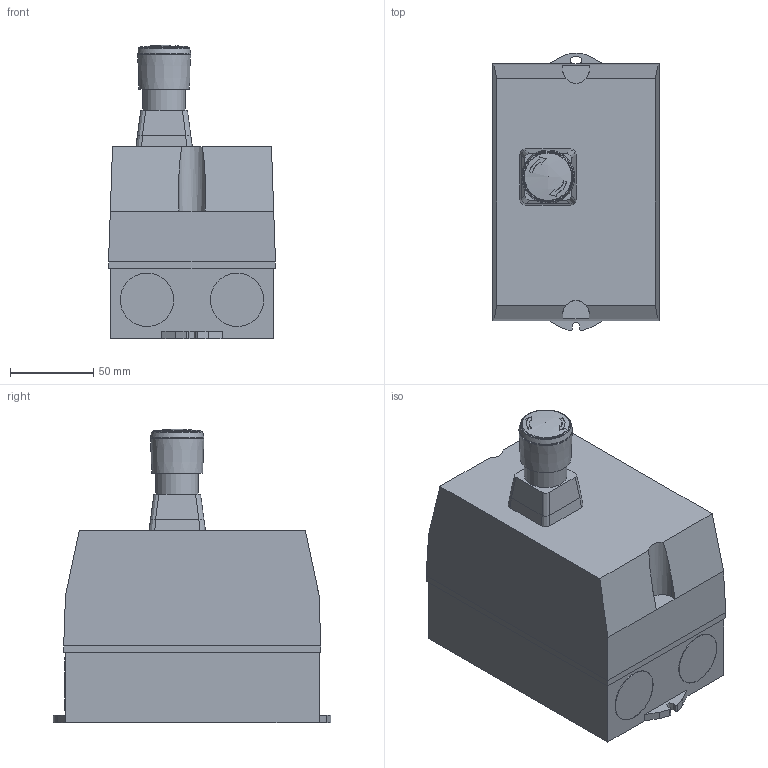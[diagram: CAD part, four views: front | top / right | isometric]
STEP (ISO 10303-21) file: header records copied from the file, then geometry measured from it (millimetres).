
FILE_DESCRIPTION(/* description */ (''),/* implementation_level */ '2;1');
FILE_NAME(/* name */ '3d_SM1Z1712P-SM1Z1712P.stp',/* time_stamp */ '2016-09-29T08:33:45+02:00',/* author */ ('Andrzej'),/* organization */ (''),/* preprocessor_version */ 'ST-DEVELOPER v15.5',/* originating_system */ 'AutoCAD Mechanical',/* authorisation */ '');
FILE_SCHEMA (('AUTOMOTIVE_DESIGN { 1 0 10303 214 3 1 1 }'));
Length unit declared in the file: millimetre
Products named in the file (1): Product
Bounding box: 100 x 166.35 x 175.8 mm (x, y, z)
Volume: 1725639.9 mm3; surface area: 95707 mm2
Topology: 2 solids, 2 shells, 99 faces, 312 edges, 300 vertices
Faces by surface type: plane 66, cylinder 19, bspline 9, torus 3, cone 2
Full cylindrical faces by diameter (mm): 25.692 x1, 28.949 x1, 31.963 x1, 32 x4
Entity records: 3420 total; most frequent: CARTESIAN_POINT 830, DIRECTION 549, ORIENTED_EDGE 444, EDGE_CURVE 222, LINE 201, VECTOR 201, AXIS2_PLACEMENT_3D 174, VERTEX_POINT 151
